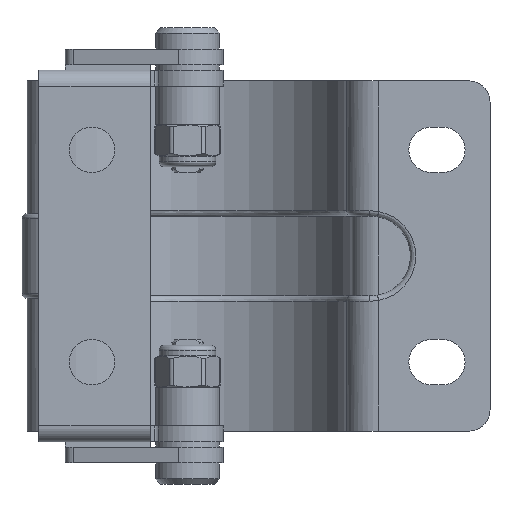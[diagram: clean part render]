
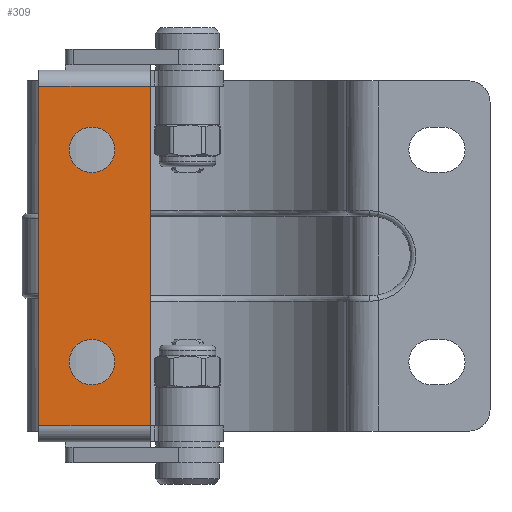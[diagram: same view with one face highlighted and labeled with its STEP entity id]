
A CAD part, front view. The second image highlights one B-rep face of the part: STEP entity #309.
In plain terms, the highlighted face is planar.
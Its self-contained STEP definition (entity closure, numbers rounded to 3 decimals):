
#309=ADVANCED_FACE('',(#2323,#2324,#2325),#2322,.F.);
#2322=PLANE('',#4108);
#2323=FACE_OUTER_BOUND('',#4109,.T.);
#2324=FACE_BOUND('',#4110,.T.);
#2325=FACE_BOUND('',#4111,.T.);
#4105=CARTESIAN_POINT('',(-15.05,-19.2,-3.5));
#4106=DIRECTION('',(0.,0.,1.));
#4107=DIRECTION('',(1.,0.,0.));
#4108=AXIS2_PLACEMENT_3D('',#4105,#4106,#4107);
#4109=EDGE_LOOP('',(#5222,#5223,#5224,#5225));
#4110=EDGE_LOOP('',(#5226,#5227));
#4111=EDGE_LOOP('',(#5228,#5229));
#5222=ORIENTED_EDGE('',*,*,#5846,.F.);
#5223=ORIENTED_EDGE('',*,*,#5853,.T.);
#5224=ORIENTED_EDGE('',*,*,#5854,.F.);
#5225=ORIENTED_EDGE('',*,*,#5855,.T.);
#5226=ORIENTED_EDGE('',*,*,#5856,.F.);
#5227=ORIENTED_EDGE('',*,*,#5857,.F.);
#5228=ORIENTED_EDGE('',*,*,#5858,.F.);
#5229=ORIENTED_EDGE('',*,*,#5859,.F.);
#5846=EDGE_CURVE('',#9282,#9289,#9290,.T.);
#5853=EDGE_CURVE('',#9282,#9336,#9337,.T.);
#5854=EDGE_CURVE('',#9343,#9336,#9344,.T.);
#5855=EDGE_CURVE('',#9343,#9289,#9350,.T.);
#5856=EDGE_CURVE('',#9356,#9357,#9358,.T.);
#5857=EDGE_CURVE('',#9357,#9356,#9364,.T.);
#5858=EDGE_CURVE('',#9370,#9371,#9372,.T.);
#5859=EDGE_CURVE('',#9371,#9370,#9378,.T.);
#9282=VERTEX_POINT('',#11839);
#9289=VERTEX_POINT('',#11844);
#9290=LINE('',#11845,#11846);
#9336=VERTEX_POINT('',#11871);
#9337=LINE('',#11872,#11873);
#9343=VERTEX_POINT('',#11875);
#9344=LINE('',#11876,#11877);
#9350=LINE('',#11879,#11880);
#9356=VERTEX_POINT('',#11882);
#9357=VERTEX_POINT('',#11883);
#9358=CIRCLE('',#11887,2.15);
#9364=CIRCLE('',#11891,2.15);
#9370=VERTEX_POINT('',#11892);
#9371=VERTEX_POINT('',#11893);
#9372=CIRCLE('',#11897,2.15);
#9378=CIRCLE('',#11901,2.15);
#11839=CARTESIAN_POINT('',(-14.,16.,-3.5));
#11844=CARTESIAN_POINT('',(-14.,-16.,-3.5));
#11845=CARTESIAN_POINT('',(-14.,16.,-3.5));
#11846=VECTOR('',#11847,32.);
#11847=DIRECTION('',(0.,-1.,0.));
#11871=CARTESIAN_POINT('',(-3.5,16.,-3.5));
#11872=CARTESIAN_POINT('',(-14.,16.,-3.5));
#11873=VECTOR('',#11874,10.5);
#11874=DIRECTION('',(1.,0.,0.));
#11875=CARTESIAN_POINT('',(-3.5,-16.,-3.5));
#11876=CARTESIAN_POINT('',(-3.5,-16.,-3.5));
#11877=VECTOR('',#11878,32.);
#11878=DIRECTION('',(0.,1.,0.));
#11879=CARTESIAN_POINT('',(-3.5,-16.,-3.5));
#11880=VECTOR('',#11881,10.5);
#11881=DIRECTION('',(-1.,0.,0.));
#11882=CARTESIAN_POINT('',(-11.15,-10.,-3.5));
#11883=CARTESIAN_POINT('',(-6.85,-10.,-3.5));
#11884=CARTESIAN_POINT('',(-9.,-10.,-3.5));
#11885=DIRECTION('',(0.,0.,-1.));
#11886=DIRECTION('',(1.,0.,0.));
#11887=AXIS2_PLACEMENT_3D('',#11884,#11885,#11886);
#11888=CARTESIAN_POINT('',(-9.,-10.,-3.5));
#11889=DIRECTION('',(0.,0.,-1.));
#11890=DIRECTION('',(1.,0.,0.));
#11891=AXIS2_PLACEMENT_3D('',#11888,#11889,#11890);
#11892=CARTESIAN_POINT('',(-11.15,10.,-3.5));
#11893=CARTESIAN_POINT('',(-6.85,10.,-3.5));
#11894=CARTESIAN_POINT('',(-9.,10.,-3.5));
#11895=DIRECTION('',(0.,0.,-1.));
#11896=DIRECTION('',(1.,0.,0.));
#11897=AXIS2_PLACEMENT_3D('',#11894,#11895,#11896);
#11898=CARTESIAN_POINT('',(-9.,10.,-3.5));
#11899=DIRECTION('',(0.,0.,-1.));
#11900=DIRECTION('',(1.,0.,0.));
#11901=AXIS2_PLACEMENT_3D('',#11898,#11899,#11900);
